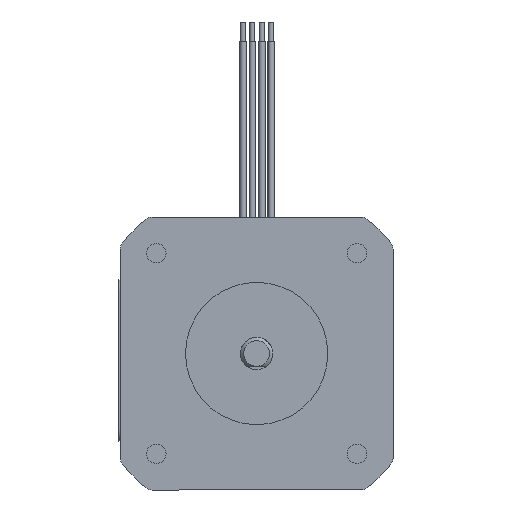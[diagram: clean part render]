
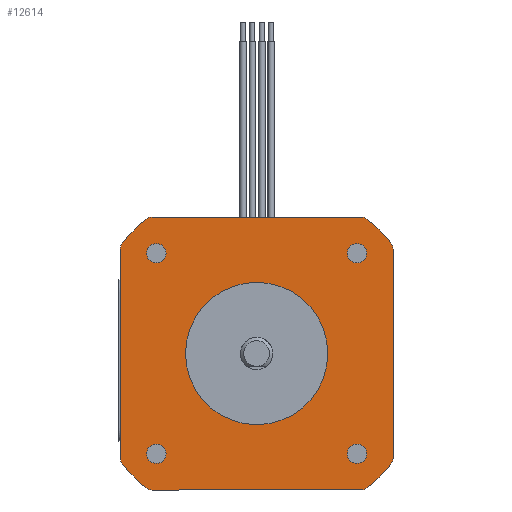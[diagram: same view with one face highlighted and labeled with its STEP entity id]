
A CAD part, front view. The second image highlights one B-rep face of the part: STEP entity #12614.
In plain terms, the highlighted face is planar.
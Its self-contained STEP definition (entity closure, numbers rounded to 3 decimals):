
#619=FACE_BOUND('',#4443,.T.);
#620=FACE_BOUND('',#4444,.T.);
#621=FACE_BOUND('',#4445,.T.);
#622=FACE_BOUND('',#4446,.T.);
#623=FACE_BOUND('',#4447,.T.);
#1002=LINE('',#18774,#2172);
#1003=LINE('',#18782,#2173);
#1004=LINE('',#18790,#2174);
#1005=LINE('',#18798,#2175);
#2172=VECTOR('',#14818,32.311);
#2173=VECTOR('',#14825,32.311);
#2174=VECTOR('',#14832,32.311);
#2175=VECTOR('',#14839,32.311);
#3335=PLANE('',#13361);
#3733=FACE_OUTER_BOUND('',#4442,.T.);
#4442=EDGE_LOOP('',(#8975,#8976,#8977,#8978,#8979,#8980,#8981,#8982,#8983,
#8984,#8985,#8986,#8987,#8988,#8989,#8990));
#4443=EDGE_LOOP('',(#8991));
#4444=EDGE_LOOP('',(#8992));
#4445=EDGE_LOOP('',(#8993));
#4446=EDGE_LOOP('',(#8994));
#4447=EDGE_LOOP('',(#8995));
#5226=CIRCLE('',#13358,11.);
#5228=CIRCLE('',#13362,26.9);
#5229=CIRCLE('',#13363,1.5);
#5230=CIRCLE('',#13364,1.5);
#5231=CIRCLE('',#13365,26.9);
#5232=CIRCLE('',#13366,1.5);
#5233=CIRCLE('',#13367,1.5);
#5234=CIRCLE('',#13368,26.9);
#5235=CIRCLE('',#13369,1.5);
#5236=CIRCLE('',#13370,1.5);
#5237=CIRCLE('',#13371,26.9);
#5238=CIRCLE('',#13372,1.5);
#5239=CIRCLE('',#13373,1.5);
#5240=CIRCLE('',#13374,1.5);
#5241=CIRCLE('',#13375,1.5);
#5242=CIRCLE('',#13376,1.5);
#5243=CIRCLE('',#13377,1.5);
#5876=VERTEX_POINT('',#18762);
#5878=VERTEX_POINT('',#18768);
#5879=VERTEX_POINT('',#18769);
#5880=VERTEX_POINT('',#18771);
#5881=VERTEX_POINT('',#18773);
#5882=VERTEX_POINT('',#18775);
#5883=VERTEX_POINT('',#18777);
#5884=VERTEX_POINT('',#18779);
#5885=VERTEX_POINT('',#18781);
#5886=VERTEX_POINT('',#18783);
#5887=VERTEX_POINT('',#18785);
#5888=VERTEX_POINT('',#18787);
#5889=VERTEX_POINT('',#18789);
#5890=VERTEX_POINT('',#18791);
#5891=VERTEX_POINT('',#18793);
#5892=VERTEX_POINT('',#18795);
#5893=VERTEX_POINT('',#18797);
#5894=VERTEX_POINT('',#18800);
#5895=VERTEX_POINT('',#18802);
#5896=VERTEX_POINT('',#18804);
#5897=VERTEX_POINT('',#18806);
#7123=EDGE_CURVE('',#5876,#5876,#5226,.T.);
#7125=EDGE_CURVE('',#5878,#5879,#5228,.T.);
#7126=EDGE_CURVE('',#5880,#5878,#5229,.T.);
#7127=EDGE_CURVE('',#5881,#5880,#1002,.T.);
#7128=EDGE_CURVE('',#5882,#5881,#5230,.T.);
#7129=EDGE_CURVE('',#5883,#5882,#5231,.T.);
#7130=EDGE_CURVE('',#5884,#5883,#5232,.T.);
#7131=EDGE_CURVE('',#5885,#5884,#1003,.T.);
#7132=EDGE_CURVE('',#5886,#5885,#5233,.T.);
#7133=EDGE_CURVE('',#5887,#5886,#5234,.T.);
#7134=EDGE_CURVE('',#5888,#5887,#5235,.T.);
#7135=EDGE_CURVE('',#5889,#5888,#1004,.T.);
#7136=EDGE_CURVE('',#5890,#5889,#5236,.T.);
#7137=EDGE_CURVE('',#5891,#5890,#5237,.T.);
#7138=EDGE_CURVE('',#5892,#5891,#5238,.T.);
#7139=EDGE_CURVE('',#5893,#5892,#1005,.T.);
#7140=EDGE_CURVE('',#5879,#5893,#5239,.T.);
#7141=EDGE_CURVE('',#5894,#5894,#5240,.T.);
#7142=EDGE_CURVE('',#5895,#5895,#5241,.T.);
#7143=EDGE_CURVE('',#5896,#5896,#5242,.T.);
#7144=EDGE_CURVE('',#5897,#5897,#5243,.T.);
#8975=ORIENTED_EDGE('',*,*,#7125,.F.);
#8976=ORIENTED_EDGE('',*,*,#7126,.F.);
#8977=ORIENTED_EDGE('',*,*,#7127,.F.);
#8978=ORIENTED_EDGE('',*,*,#7128,.F.);
#8979=ORIENTED_EDGE('',*,*,#7129,.F.);
#8980=ORIENTED_EDGE('',*,*,#7130,.F.);
#8981=ORIENTED_EDGE('',*,*,#7131,.F.);
#8982=ORIENTED_EDGE('',*,*,#7132,.F.);
#8983=ORIENTED_EDGE('',*,*,#7133,.F.);
#8984=ORIENTED_EDGE('',*,*,#7134,.F.);
#8985=ORIENTED_EDGE('',*,*,#7135,.F.);
#8986=ORIENTED_EDGE('',*,*,#7136,.F.);
#8987=ORIENTED_EDGE('',*,*,#7137,.F.);
#8988=ORIENTED_EDGE('',*,*,#7138,.F.);
#8989=ORIENTED_EDGE('',*,*,#7139,.F.);
#8990=ORIENTED_EDGE('',*,*,#7140,.F.);
#8991=ORIENTED_EDGE('',*,*,#7123,.T.);
#8992=ORIENTED_EDGE('',*,*,#7141,.T.);
#8993=ORIENTED_EDGE('',*,*,#7142,.T.);
#8994=ORIENTED_EDGE('',*,*,#7143,.T.);
#8995=ORIENTED_EDGE('',*,*,#7144,.T.);
#12614=ADVANCED_FACE('',(#3733,#619,#620,#621,#622,#623),#3335,.F.);
#13358=AXIS2_PLACEMENT_3D('',#18763,#14806,#14807);
#13361=AXIS2_PLACEMENT_3D('',#18767,#14812,#14813);
#13362=AXIS2_PLACEMENT_3D('',#18770,#14814,#14815);
#13363=AXIS2_PLACEMENT_3D('',#18772,#14816,#14817);
#13364=AXIS2_PLACEMENT_3D('',#18776,#14819,#14820);
#13365=AXIS2_PLACEMENT_3D('',#18778,#14821,#14822);
#13366=AXIS2_PLACEMENT_3D('',#18780,#14823,#14824);
#13367=AXIS2_PLACEMENT_3D('',#18784,#14826,#14827);
#13368=AXIS2_PLACEMENT_3D('',#18786,#14828,#14829);
#13369=AXIS2_PLACEMENT_3D('',#18788,#14830,#14831);
#13370=AXIS2_PLACEMENT_3D('',#18792,#14833,#14834);
#13371=AXIS2_PLACEMENT_3D('',#18794,#14835,#14836);
#13372=AXIS2_PLACEMENT_3D('',#18796,#14837,#14838);
#13373=AXIS2_PLACEMENT_3D('',#18799,#14840,#14841);
#13374=AXIS2_PLACEMENT_3D('',#18801,#14842,#14843);
#13375=AXIS2_PLACEMENT_3D('',#18803,#14844,#14845);
#13376=AXIS2_PLACEMENT_3D('',#18805,#14846,#14847);
#13377=AXIS2_PLACEMENT_3D('',#18807,#14848,#14849);
#14806=DIRECTION('center_axis',(0.,0.,1.));
#14807=DIRECTION('ref_axis',(1.,0.,0.));
#14812=DIRECTION('center_axis',(0.,0.,1.));
#14813=DIRECTION('ref_axis',(1.,0.,0.));
#14814=DIRECTION('center_axis',(0.,0.,1.));
#14815=DIRECTION('ref_axis',(1.,0.,0.));
#14816=DIRECTION('center_axis',(0.,0.,1.));
#14817=DIRECTION('ref_axis',(-1.,0.,0.));
#14818=DIRECTION('',(0.,-1.,0.));
#14819=DIRECTION('center_axis',(0.,0.,1.));
#14820=DIRECTION('ref_axis',(-1.,0.,0.));
#14821=DIRECTION('center_axis',(0.,0.,1.));
#14822=DIRECTION('ref_axis',(1.,0.,0.));
#14823=DIRECTION('center_axis',(0.,0.,1.));
#14824=DIRECTION('ref_axis',(-1.,0.,0.));
#14825=DIRECTION('',(-1.,0.,0.));
#14826=DIRECTION('center_axis',(0.,0.,1.));
#14827=DIRECTION('ref_axis',(-1.,0.,0.));
#14828=DIRECTION('center_axis',(0.,0.,1.));
#14829=DIRECTION('ref_axis',(1.,0.,0.));
#14830=DIRECTION('center_axis',(0.,0.,1.));
#14831=DIRECTION('ref_axis',(-1.,0.,0.));
#14832=DIRECTION('',(0.,1.,0.));
#14833=DIRECTION('center_axis',(0.,0.,1.));
#14834=DIRECTION('ref_axis',(-1.,0.,0.));
#14835=DIRECTION('center_axis',(0.,0.,1.));
#14836=DIRECTION('ref_axis',(1.,0.,0.));
#14837=DIRECTION('center_axis',(0.,0.,1.));
#14838=DIRECTION('ref_axis',(-1.,0.,0.));
#14839=DIRECTION('',(1.,0.,0.));
#14840=DIRECTION('center_axis',(0.,0.,1.));
#14841=DIRECTION('ref_axis',(1.,0.,0.));
#14842=DIRECTION('center_axis',(0.,0.,1.));
#14843=DIRECTION('ref_axis',(1.,0.,0.));
#14844=DIRECTION('center_axis',(0.,0.,1.));
#14845=DIRECTION('ref_axis',(1.,0.,0.));
#14846=DIRECTION('center_axis',(0.,0.,1.));
#14847=DIRECTION('ref_axis',(1.,0.,0.));
#14848=DIRECTION('center_axis',(0.,0.,1.));
#14849=DIRECTION('ref_axis',(1.,0.,0.));
#18762=CARTESIAN_POINT('',(11.,0.,1.8));
#18763=CARTESIAN_POINT('Origin',(0.,0.,1.8));
#18767=CARTESIAN_POINT('Origin',(0.,0.,1.8));
#18768=CARTESIAN_POINT('',(-20.757,-17.11,1.8));
#18769=CARTESIAN_POINT('',(-17.11,-20.757,1.8));
#18770=CARTESIAN_POINT('Origin',(0.,0.,1.8));
#18771=CARTESIAN_POINT('',(-21.1,-16.155,1.8));
#18772=CARTESIAN_POINT('Origin',(-19.6,-16.155,1.8));
#18773=CARTESIAN_POINT('',(-21.1,16.155,1.8));
#18774=CARTESIAN_POINT('',(-21.1,16.155,1.8));
#18775=CARTESIAN_POINT('',(-20.757,17.11,1.8));
#18776=CARTESIAN_POINT('Origin',(-19.6,16.155,1.8));
#18777=CARTESIAN_POINT('',(-17.11,20.757,1.8));
#18778=CARTESIAN_POINT('Origin',(0.,0.,1.8));
#18779=CARTESIAN_POINT('',(-16.155,21.1,1.8));
#18780=CARTESIAN_POINT('Origin',(-16.155,19.6,1.8));
#18781=CARTESIAN_POINT('',(16.155,21.1,1.8));
#18782=CARTESIAN_POINT('',(16.155,21.1,1.8));
#18783=CARTESIAN_POINT('',(17.11,20.757,1.8));
#18784=CARTESIAN_POINT('Origin',(16.155,19.6,1.8));
#18785=CARTESIAN_POINT('',(20.757,17.11,1.8));
#18786=CARTESIAN_POINT('Origin',(0.,0.,1.8));
#18787=CARTESIAN_POINT('',(21.1,16.155,1.8));
#18788=CARTESIAN_POINT('Origin',(19.6,16.155,1.8));
#18789=CARTESIAN_POINT('',(21.1,-16.155,1.8));
#18790=CARTESIAN_POINT('',(21.1,-16.155,1.8));
#18791=CARTESIAN_POINT('',(20.757,-17.11,1.8));
#18792=CARTESIAN_POINT('Origin',(19.6,-16.155,1.8));
#18793=CARTESIAN_POINT('',(17.11,-20.757,1.8));
#18794=CARTESIAN_POINT('Origin',(0.,0.,1.8));
#18795=CARTESIAN_POINT('',(16.155,-21.1,1.8));
#18796=CARTESIAN_POINT('Origin',(16.155,-19.6,1.8));
#18797=CARTESIAN_POINT('',(-16.155,-21.1,1.8));
#18798=CARTESIAN_POINT('',(-16.155,-21.1,1.8));
#18799=CARTESIAN_POINT('Origin',(-16.155,-19.6,1.8));
#18800=CARTESIAN_POINT('',(-14.,-15.5,1.8));
#18801=CARTESIAN_POINT('Origin',(-15.5,-15.5,1.8));
#18802=CARTESIAN_POINT('',(17.,-15.5,1.8));
#18803=CARTESIAN_POINT('Origin',(15.5,-15.5,1.8));
#18804=CARTESIAN_POINT('',(17.,15.5,1.8));
#18805=CARTESIAN_POINT('Origin',(15.5,15.5,1.8));
#18806=CARTESIAN_POINT('',(-14.,15.5,1.8));
#18807=CARTESIAN_POINT('Origin',(-15.5,15.5,1.8));
